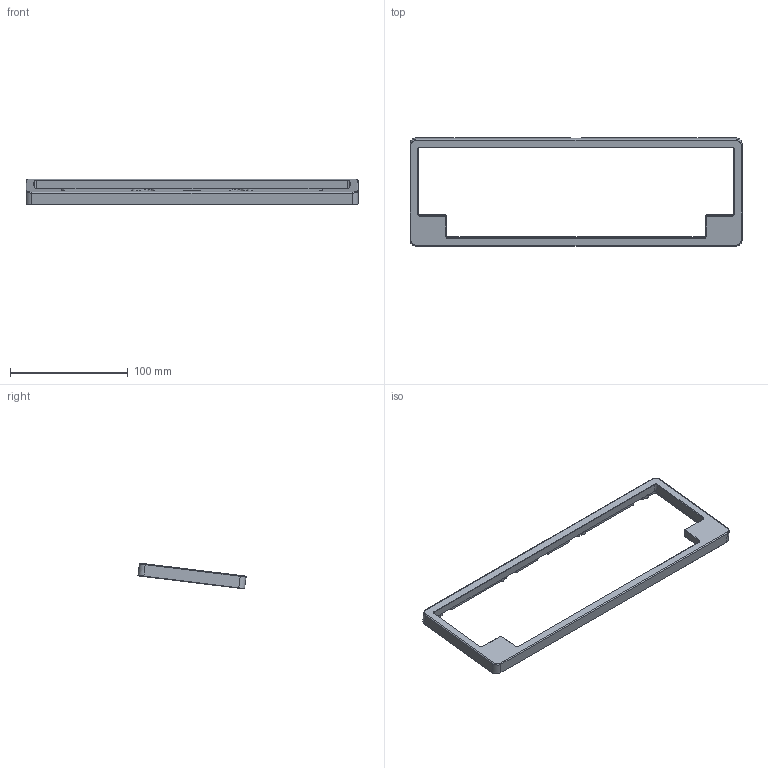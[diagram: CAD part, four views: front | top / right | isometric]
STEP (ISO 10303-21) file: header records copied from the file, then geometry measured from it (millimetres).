
FILE_DESCRIPTION(/* description */ (''),/* implementation_level */ '2;1');
FILE_NAME(/* name */ 'Bobcat - Top_CornerBlockers.step',/* time_stamp */ '2025-04-12T18:09:16+08:00',/* author */ (''),/* organization */ (''),/* preprocessor_version */ 'ST-DEVELOPER v20.1',/* originating_system */ 'Autodesk Translation Framework v14.4.0.0',/* authorisation */ '');
FILE_SCHEMA (('AUTOMOTIVE_DESIGN { 1 0 10303 214 3 1 1 }'));
Length unit declared in the file: millimetre
Products named in the file (2): Bobcat; Top
Assembly tree (1 placements, depth 2):
  Bobcat
    Top
Bounding box: 281.65 x 91.67 x 21.79 mm (x, y, z)
Volume: 56879.9 mm3; surface area: 27932.9 mm2
Topology: 1 solids, 1 shells, 245 faces, 616 edges, 398 vertices
Faces by surface type: plane 115, cylinder 108, cone 18, torus 4
Full cylindrical faces by diameter (mm): 1.623 x6, 2.075 x8, 3 x8, 3.1 x4
Entity records: 7452 total; most frequent: DIRECTION 1359, CARTESIAN_POINT 1276, ORIENTED_EDGE 1232, EDGE_CURVE 616, AXIS2_PLACEMENT_3D 499, VERTEX_POINT 398, LINE 361, VECTOR 361
